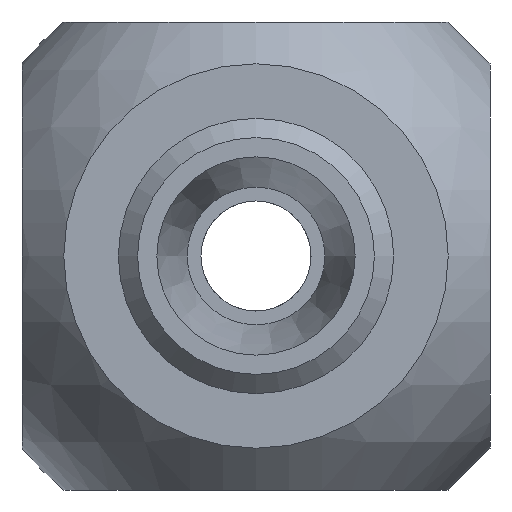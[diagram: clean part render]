
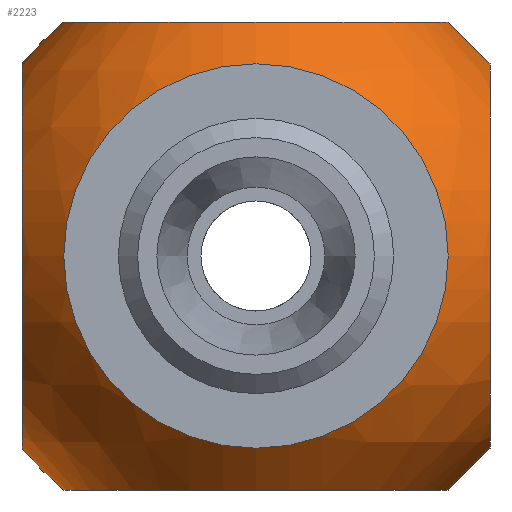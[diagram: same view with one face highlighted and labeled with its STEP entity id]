
A CAD part, left-side view. The second image highlights one B-rep face of the part: STEP entity #2223.
In plain terms, the highlighted spherical face has radius 11 mm.
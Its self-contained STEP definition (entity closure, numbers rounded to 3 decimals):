
#1647=CARTESIAN_POINT('',(8.5,0.,-6.982));
#1648=VERTEX_POINT('',#1647);
#1649=CARTESIAN_POINT('',(8.5,0.0,0.0));
#1650=DIRECTION('',(1.0,0.0,0.0));
#1651=DIRECTION('',(0.0,0.0,1.0));
#1652=AXIS2_PLACEMENT_3D('',#1649,#1650,#1651);
#1653=CIRCLE('',#1652,6.982);
#1654=EDGE_CURVE('',#1648,#1648,#1653,.T.);
#2153=CARTESIAN_POINT('',(-8.5,0.,6.982));
#2154=VERTEX_POINT('',#2153);
#2155=CARTESIAN_POINT('',(-8.5,0.0,0.0));
#2156=DIRECTION('',(-1.0,0.0,0.0));
#2157=DIRECTION('',(0.0,0.0,-1.0));
#2158=AXIS2_PLACEMENT_3D('',#2155,#2156,#2157);
#2159=CIRCLE('',#2158,6.982);
#2160=EDGE_CURVE('',#2154,#2154,#2159,.T.);
#2168=CARTESIAN_POINT('',(0.0,0.0,0.0));
#2169=DIRECTION('',(0.0,0.0,1.0));
#2170=DIRECTION('',(1.0,0.0,0.0));
#2171=AXIS2_PLACEMENT_3D('',#2168,#2169,#2170);
#2172=SPHERICAL_SURFACE('',#2171,11.0);
#2173=CARTESIAN_POINT('',(0.,6.982,-8.5));
#2174=VERTEX_POINT('',#2173);
#2175=CARTESIAN_POINT('',(0.0,0.0,-8.5));
#2176=DIRECTION('',(0.0,0.0,-1.0));
#2177=DIRECTION('',(0.0,-1.0,0.0));
#2178=AXIS2_PLACEMENT_3D('',#2175,#2176,#2177);
#2179=CIRCLE('',#2178,6.982);
#2180=EDGE_CURVE('',#2174,#2174,#2179,.T.);
#2181=ORIENTED_EDGE('',*,*,#2180,.F.);
#2182=EDGE_LOOP('',(#2181));
#2183=FACE_OUTER_BOUND('',#2182,.T.);
#2184=ORIENTED_EDGE('',*,*,#1654,.F.);
#2185=EDGE_LOOP('',(#2184));
#2186=FACE_BOUND('',#2185,.T.);
#2187=CARTESIAN_POINT('',(0.,-8.5,-6.982));
#2188=VERTEX_POINT('',#2187);
#2189=CARTESIAN_POINT('',(0.0,-8.5,0.0));
#2190=DIRECTION('',(0.0,-1.0,0.0));
#2191=DIRECTION('',(0.0,0.0,1.0));
#2192=AXIS2_PLACEMENT_3D('',#2189,#2190,#2191);
#2193=CIRCLE('',#2192,6.982);
#2194=EDGE_CURVE('',#2188,#2188,#2193,.T.);
#2195=ORIENTED_EDGE('',*,*,#2194,.F.);
#2196=EDGE_LOOP('',(#2195));
#2197=FACE_BOUND('',#2196,.T.);
#2198=ORIENTED_EDGE('',*,*,#2160,.F.);
#2199=EDGE_LOOP('',(#2198));
#2200=FACE_BOUND('',#2199,.T.);
#2201=CARTESIAN_POINT('',(0.,8.5,6.982));
#2202=VERTEX_POINT('',#2201);
#2203=CARTESIAN_POINT('',(0.0,8.5,0.0));
#2204=DIRECTION('',(0.0,1.0,0.0));
#2205=DIRECTION('',(0.0,0.0,-1.0));
#2206=AXIS2_PLACEMENT_3D('',#2203,#2204,#2205);
#2207=CIRCLE('',#2206,6.982);
#2208=EDGE_CURVE('',#2202,#2202,#2207,.T.);
#2209=ORIENTED_EDGE('',*,*,#2208,.F.);
#2210=EDGE_LOOP('',(#2209));
#2211=FACE_BOUND('',#2210,.T.);
#2212=CARTESIAN_POINT('',(0.,-6.982,8.5));
#2213=VERTEX_POINT('',#2212);
#2214=CARTESIAN_POINT('',(0.0,0.0,8.5));
#2215=DIRECTION('',(0.0,0.0,1.0));
#2216=DIRECTION('',(0.0,1.0,0.0));
#2217=AXIS2_PLACEMENT_3D('',#2214,#2215,#2216);
#2218=CIRCLE('',#2217,6.982);
#2219=EDGE_CURVE('',#2213,#2213,#2218,.T.);
#2220=ORIENTED_EDGE('',*,*,#2219,.F.);
#2221=EDGE_LOOP('',(#2220));
#2222=FACE_BOUND('',#2221,.T.);
#2223=ADVANCED_FACE('',(#2183,#2186,#2197,#2200,#2211,#2222),#2172,.T.);
